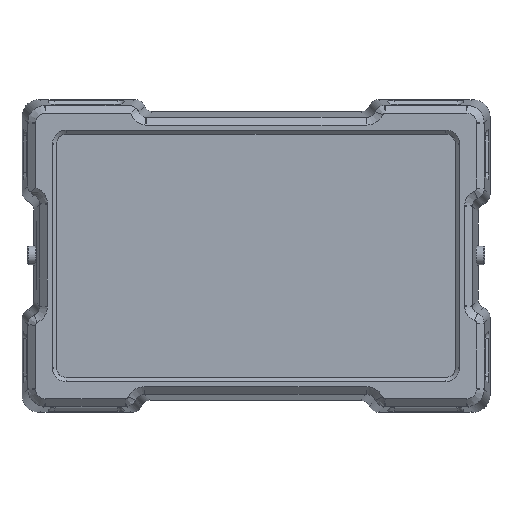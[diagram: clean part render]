
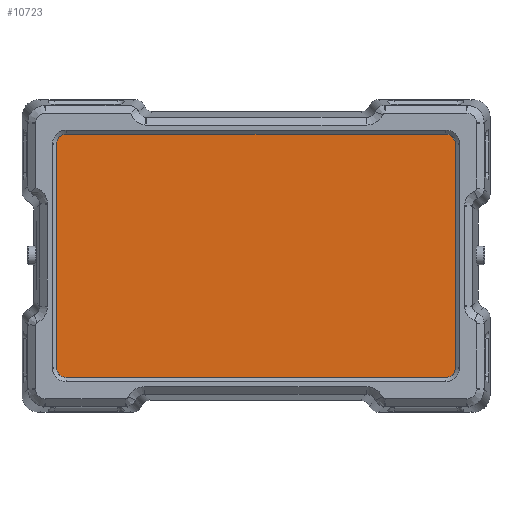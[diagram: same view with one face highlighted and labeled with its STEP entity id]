
A CAD part, top view. The second image highlights one B-rep face of the part: STEP entity #10723.
In plain terms, the highlighted planar face has unit normal (0, 0, 1).
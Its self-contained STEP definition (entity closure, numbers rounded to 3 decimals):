
#897=PLANE('',#11516);
#1382=FACE_OUTER_BOUND('',#2056,.T.);
#2056=EDGE_LOOP('',(#7611,#7612,#7613,#7614));
#2767=LINE('',#15197,#3620);
#2770=LINE('',#15203,#3623);
#2773=LINE('',#15209,#3626);
#2776=LINE('',#15213,#3629);
#3620=VECTOR('',#12624,10.);
#3623=VECTOR('',#12629,10.);
#3626=VECTOR('',#12634,10.);
#3629=VECTOR('',#12639,10.);
#4720=VERTEX_POINT('',#15194);
#4721=VERTEX_POINT('',#15196);
#4723=VERTEX_POINT('',#15202);
#4725=VERTEX_POINT('',#15208);
#5816=EDGE_CURVE('',#4721,#4720,#2767,.T.);
#5819=EDGE_CURVE('',#4723,#4721,#2770,.T.);
#5822=EDGE_CURVE('',#4725,#4723,#2773,.T.);
#5825=EDGE_CURVE('',#4720,#4725,#2776,.T.);
#7611=ORIENTED_EDGE('',*,*,#5825,.T.);
#7612=ORIENTED_EDGE('',*,*,#5822,.T.);
#7613=ORIENTED_EDGE('',*,*,#5819,.T.);
#7614=ORIENTED_EDGE('',*,*,#5816,.T.);
#10723=ADVANCED_FACE('',(#1382),#897,.T.);
#11516=AXIS2_PLACEMENT_3D('',#15214,#12640,#12641);
#12624=DIRECTION('',(-1.,0.,0.));
#12629=DIRECTION('',(0.,1.,0.));
#12634=DIRECTION('',(1.,0.,0.));
#12639=DIRECTION('',(0.,-1.,0.));
#12640=DIRECTION('center_axis',(0.,0.,1.));
#12641=DIRECTION('ref_axis',(1.,0.,0.));
#15194=CARTESIAN_POINT('',(0.,76.,0.2));
#15196=CARTESIAN_POINT('',(121.5,76.,0.2));
#15197=CARTESIAN_POINT('',(121.5,76.,0.2));
#15202=CARTESIAN_POINT('',(121.5,0.,0.2));
#15203=CARTESIAN_POINT('',(121.5,0.,0.2));
#15208=CARTESIAN_POINT('',(0.,0.,0.2));
#15209=CARTESIAN_POINT('',(0.,0.,0.2));
#15213=CARTESIAN_POINT('',(0.,76.,0.2));
#15214=CARTESIAN_POINT('Origin',(60.75,38.,0.2));
